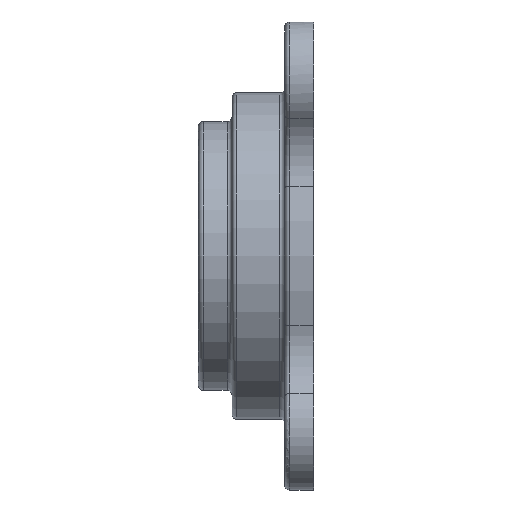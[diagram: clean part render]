
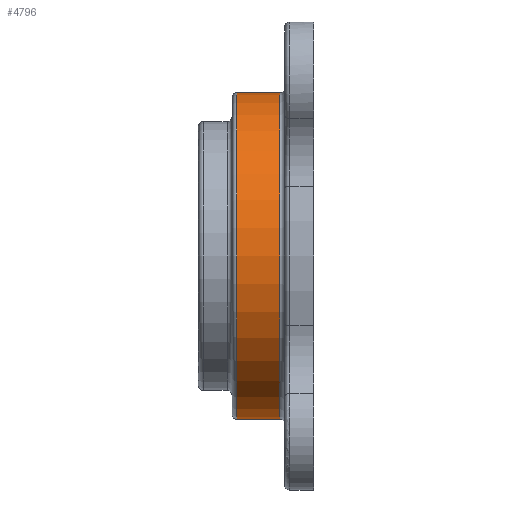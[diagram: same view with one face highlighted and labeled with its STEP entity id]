
A CAD part, left-side view. The second image highlights one B-rep face of the part: STEP entity #4796.
In plain terms, the highlighted cylindrical face has radius 17 mm (diameter 34 mm), a partial arc.
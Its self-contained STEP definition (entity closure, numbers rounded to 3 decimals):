
#22 = VERTEX_POINT('',#23);
#23 = CARTESIAN_POINT('',(0.,3.5,17.));
#33 = TOROIDAL_SURFACE('',#34,17.5,0.5);
#34 = AXIS2_PLACEMENT_3D('',#35,#36,#37);
#35 = CARTESIAN_POINT('',(0.,3.5,0.));
#36 = DIRECTION('',(0.,1.,0.));
#37 = DIRECTION('',(0.,0.,1.));
#91 = VERTEX_POINT('',#92);
#92 = CARTESIAN_POINT('',(0.,3.5,-17.));
#114 = EDGE_CURVE('',#91,#22,#115,.T.);
#115 = SURFACE_CURVE('',#116,(#121,#128),.PCURVE_S1.);
#116 = CIRCLE('',#117,17.);
#117 = AXIS2_PLACEMENT_3D('',#118,#119,#120);
#118 = CARTESIAN_POINT('',(0.,3.5,0.));
#119 = DIRECTION('',(0.,1.,0.));
#120 = DIRECTION('',(0.,0.,1.));
#121 = PCURVE('',#33,#122);
#122 = DEFINITIONAL_REPRESENTATION('',(#123),#127);
#123 = LINE('',#124,#125);
#124 = CARTESIAN_POINT('',(0.,3.142));
#125 = VECTOR('',#126,1.);
#126 = DIRECTION('',(1.,0.));
#127 = ( GEOMETRIC_REPRESENTATION_CONTEXT(2) 
PARAMETRIC_REPRESENTATION_CONTEXT() REPRESENTATION_CONTEXT('2D SPACE',''
  ) );
#128 = PCURVE('',#129,#134);
#129 = CYLINDRICAL_SURFACE('',#130,17.);
#130 = AXIS2_PLACEMENT_3D('',#131,#132,#133);
#131 = CARTESIAN_POINT('',(0.,8.5,0.));
#132 = DIRECTION('',(0.,-1.,0.));
#133 = DIRECTION('',(0.,0.,-1.));
#134 = DEFINITIONAL_REPRESENTATION('',(#135),#139);
#135 = LINE('',#136,#137);
#136 = CARTESIAN_POINT('',(9.425,5.));
#137 = VECTOR('',#138,1.);
#138 = DIRECTION('',(-1.,0.));
#139 = ( GEOMETRIC_REPRESENTATION_CONTEXT(2) 
PARAMETRIC_REPRESENTATION_CONTEXT() REPRESENTATION_CONTEXT('2D SPACE',''
  ) );
#1220 = VERTEX_POINT('',#1221);
#1221 = CARTESIAN_POINT('',(0.,8.,-17.));
#1222 = VERTEX_POINT('',#1223);
#1223 = CARTESIAN_POINT('',(0.,8.,17.));
#1243 = CYLINDRICAL_SURFACE('',#1244,17.);
#1244 = AXIS2_PLACEMENT_3D('',#1245,#1246,#1247);
#1245 = CARTESIAN_POINT('',(0.,8.5,0.));
#1246 = DIRECTION('',(0.,-1.,0.));
#1247 = DIRECTION('',(0.,0.,-1.));
#1272 = TOROIDAL_SURFACE('',#1273,16.5,0.5);
#1273 = AXIS2_PLACEMENT_3D('',#1274,#1275,#1276);
#1274 = CARTESIAN_POINT('',(0.,8.,0.));
#1275 = DIRECTION('',(0.,1.,0.));
#1276 = DIRECTION('',(0.,0.,1.));
#1762 = EDGE_CURVE('',#1222,#22,#1763,.T.);
#1763 = SURFACE_CURVE('',#1764,(#1768,#1775),.PCURVE_S1.);
#1764 = LINE('',#1765,#1766);
#1765 = CARTESIAN_POINT('',(0.,8.5,17.));
#1766 = VECTOR('',#1767,1.);
#1767 = DIRECTION('',(0.,-1.,0.));
#1768 = PCURVE('',#1243,#1769);
#1769 = DEFINITIONAL_REPRESENTATION('',(#1770),#1774);
#1770 = LINE('',#1771,#1772);
#1771 = CARTESIAN_POINT('',(3.142,0.));
#1772 = VECTOR('',#1773,1.);
#1773 = DIRECTION('',(0.,1.));
#1774 = ( GEOMETRIC_REPRESENTATION_CONTEXT(2) 
PARAMETRIC_REPRESENTATION_CONTEXT() REPRESENTATION_CONTEXT('2D SPACE',''
  ) );
#1775 = PCURVE('',#129,#1776);
#1776 = DEFINITIONAL_REPRESENTATION('',(#1777),#1781);
#1777 = LINE('',#1778,#1779);
#1778 = CARTESIAN_POINT('',(3.142,0.));
#1779 = VECTOR('',#1780,1.);
#1780 = DIRECTION('',(0.,1.));
#1781 = ( GEOMETRIC_REPRESENTATION_CONTEXT(2) 
PARAMETRIC_REPRESENTATION_CONTEXT() REPRESENTATION_CONTEXT('2D SPACE',''
  ) );
#1805 = EDGE_CURVE('',#1220,#91,#1806,.T.);
#1806 = SURFACE_CURVE('',#1807,(#1811,#1818),.PCURVE_S1.);
#1807 = LINE('',#1808,#1809);
#1808 = CARTESIAN_POINT('',(0.,8.5,-17.));
#1809 = VECTOR('',#1810,1.);
#1810 = DIRECTION('',(0.,-1.,0.));
#1811 = PCURVE('',#1243,#1812);
#1812 = DEFINITIONAL_REPRESENTATION('',(#1813),#1817);
#1813 = LINE('',#1814,#1815);
#1814 = CARTESIAN_POINT('',(0.,0.));
#1815 = VECTOR('',#1816,1.);
#1816 = DIRECTION('',(0.,1.));
#1817 = ( GEOMETRIC_REPRESENTATION_CONTEXT(2) 
PARAMETRIC_REPRESENTATION_CONTEXT() REPRESENTATION_CONTEXT('2D SPACE',''
  ) );
#1818 = PCURVE('',#129,#1819);
#1819 = DEFINITIONAL_REPRESENTATION('',(#1820),#1824);
#1820 = LINE('',#1821,#1822);
#1821 = CARTESIAN_POINT('',(6.283,0.));
#1822 = VECTOR('',#1823,1.);
#1823 = DIRECTION('',(0.,1.));
#1824 = ( GEOMETRIC_REPRESENTATION_CONTEXT(2) 
PARAMETRIC_REPRESENTATION_CONTEXT() REPRESENTATION_CONTEXT('2D SPACE',''
  ) );
#4796 = ADVANCED_FACE('',(#4797),#129,.T.);
#4797 = FACE_BOUND('',#4798,.T.);
#4798 = EDGE_LOOP('',(#4799,#4800,#4822,#4823));
#4799 = ORIENTED_EDGE('',*,*,#1762,.F.);
#4800 = ORIENTED_EDGE('',*,*,#4801,.T.);
#4801 = EDGE_CURVE('',#1222,#1220,#4802,.T.);
#4802 = SURFACE_CURVE('',#4803,(#4808,#4815),.PCURVE_S1.);
#4803 = CIRCLE('',#4804,17.);
#4804 = AXIS2_PLACEMENT_3D('',#4805,#4806,#4807);
#4805 = CARTESIAN_POINT('',(0.,8.,0.));
#4806 = DIRECTION('',(0.,-1.,0.));
#4807 = DIRECTION('',(0.,0.,1.));
#4808 = PCURVE('',#129,#4809);
#4809 = DEFINITIONAL_REPRESENTATION('',(#4810),#4814);
#4810 = LINE('',#4811,#4812);
#4811 = CARTESIAN_POINT('',(3.142,0.5));
#4812 = VECTOR('',#4813,1.);
#4813 = DIRECTION('',(1.,0.));
#4814 = ( GEOMETRIC_REPRESENTATION_CONTEXT(2) 
PARAMETRIC_REPRESENTATION_CONTEXT() REPRESENTATION_CONTEXT('2D SPACE',''
  ) );
#4815 = PCURVE('',#1272,#4816);
#4816 = DEFINITIONAL_REPRESENTATION('',(#4817),#4821);
#4817 = LINE('',#4818,#4819);
#4818 = CARTESIAN_POINT('',(6.283,0.));
#4819 = VECTOR('',#4820,1.);
#4820 = DIRECTION('',(-1.,0.));
#4821 = ( GEOMETRIC_REPRESENTATION_CONTEXT(2) 
PARAMETRIC_REPRESENTATION_CONTEXT() REPRESENTATION_CONTEXT('2D SPACE',''
  ) );
#4822 = ORIENTED_EDGE('',*,*,#1805,.T.);
#4823 = ORIENTED_EDGE('',*,*,#114,.T.);
